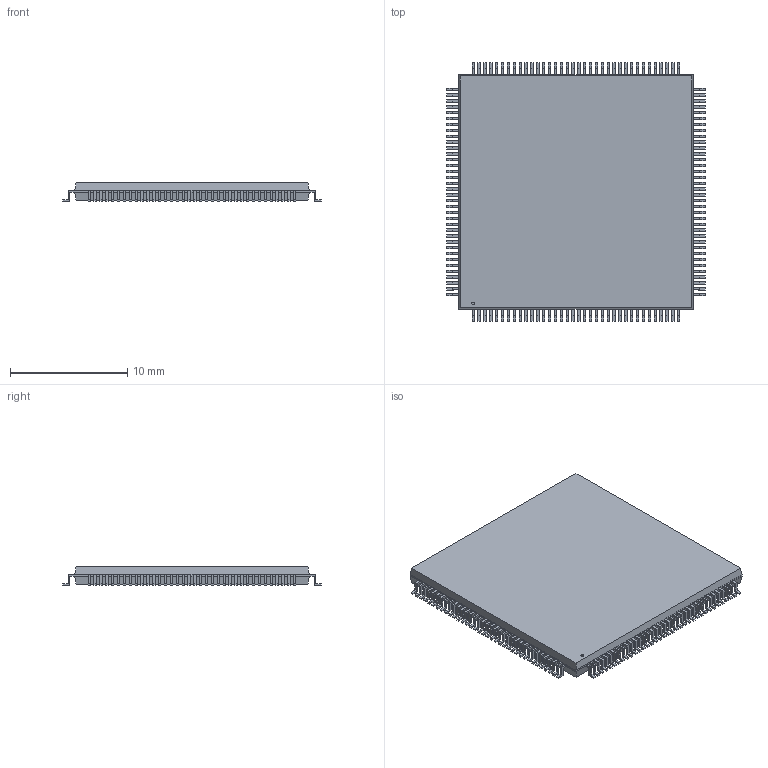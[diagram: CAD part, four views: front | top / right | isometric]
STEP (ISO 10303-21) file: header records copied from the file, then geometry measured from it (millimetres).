
FILE_DESCRIPTION(('STEP AP214'),'1');
FILE_NAME('QFP50P2200X2200X160-144N LQFP-144.stp','2013-05-15T08:00:41',(' '),(' '),'Spatial InterOp 3D',' ',' ');
FILE_SCHEMA(('automotive_design'));
Length unit declared in the file: millimetre
Products named in the file (145): 1; 2; 3; 4; 5; 6; 7; 8; 9; 10; 11; 12; 13; 14; 15; 16; 17; 18; 19; 20; 21; 22; 23; 24; 25; 26; 27; 28; 29; 30; 31; 32; 33; 34; 35; 36; 37; 38; 39; 40 ...
Bounding box: 22 x 22 x 1.6 mm (x, y, z)
Volume: 602.6 mm3; surface area: 1119.9 mm2
Topology: 145 solids, 145 shells, 1457 faces, 3490 edges, 2324 vertices
Faces by surface type: plane 1455, cylinder 2
Entity records: 56316 total; most frequent: CARTESIAN_POINT 7416, ORIENTED_EDGE 6980, DIRECTION 6698, EDGE_CURVE 3490, LINE 3486, VECTOR 3486, VERTEX_POINT 2324, AXIS2_PLACEMENT_3D 1606
